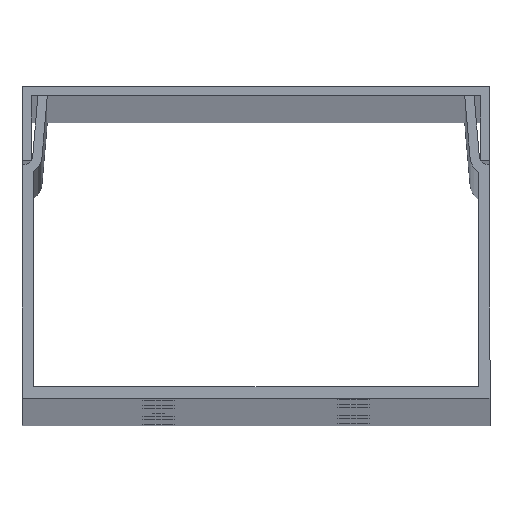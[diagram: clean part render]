
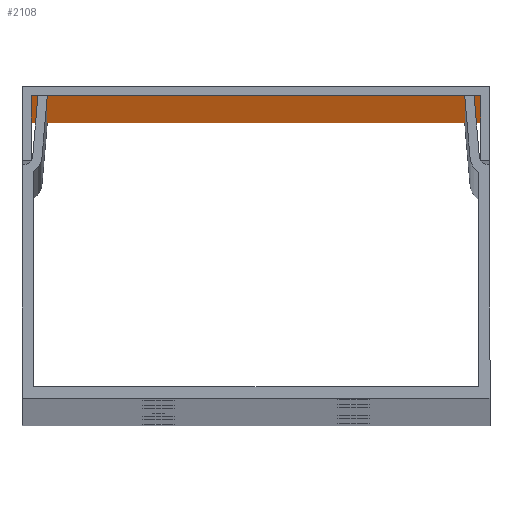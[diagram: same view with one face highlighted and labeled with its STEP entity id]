
A CAD part, top view. The second image highlights one B-rep face of the part: STEP entity #2108.
In plain terms, the highlighted planar face has unit normal (0, -1, 0).
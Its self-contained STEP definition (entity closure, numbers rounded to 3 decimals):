
#30 = VERTEX_POINT ( 'NONE', #1388 ) ;
#46 = LINE ( 'NONE', #592, #1309 ) ;
#276 = ORIENTED_EDGE ( 'NONE', *, *, #1900, .F. ) ;
#351 = CARTESIAN_POINT ( 'NONE',  ( 28.8, 38.8, 1000. ) ) ;
#378 = VECTOR ( 'NONE', #814, 1000. ) ;
#387 = LINE ( 'NONE', #351, #532 ) ;
#435 = CARTESIAN_POINT ( 'NONE',  ( 28.8, 38.8, -1000. ) ) ;
#486 = CARTESIAN_POINT ( 'NONE',  ( 28.8, 38.8, -1000. ) ) ;
#506 = DIRECTION ( 'NONE',  ( 0., -1., 0. ) ) ;
#532 = VECTOR ( 'NONE', #2076, 1000. ) ;
#592 = CARTESIAN_POINT ( 'NONE',  ( -28.8, 38.8, -1000. ) ) ;
#667 = LINE ( 'NONE', #1769, #713 ) ;
#713 = VECTOR ( 'NONE', #2358, 1000. ) ;
#770 = CARTESIAN_POINT ( 'NONE',  ( -28.8, 38.8, 1000. ) ) ;
#814 = DIRECTION ( 'NONE',  ( 0., 0., 1. ) ) ;
#895 = VERTEX_POINT ( 'NONE', #770 ) ;
#999 = EDGE_LOOP ( 'NONE', ( #1956, #276, #1853, #1457 ) ) ;
#1147 = FACE_OUTER_BOUND ( 'NONE', #999, .T. ) ;
#1296 = VERTEX_POINT ( 'NONE', #1330 ) ;
#1309 = VECTOR ( 'NONE', #1589, 1000. ) ;
#1330 = CARTESIAN_POINT ( 'NONE',  ( 28.8, 38.8, 1000. ) ) ;
#1353 = LINE ( 'NONE', #486, #378 ) ;
#1388 = CARTESIAN_POINT ( 'NONE',  ( -28.8, 38.8, -1000. ) ) ;
#1457 = ORIENTED_EDGE ( 'NONE', *, *, #1881, .T. ) ;
#1501 = DIRECTION ( 'NONE',  ( 1., 0., 0. ) ) ;
#1527 = CARTESIAN_POINT ( 'NONE',  ( 28.8, 38.8, -1000. ) ) ;
#1589 = DIRECTION ( 'NONE',  ( 1., 0., 0. ) ) ;
#1657 = VERTEX_POINT ( 'NONE', #435 ) ;
#1769 = CARTESIAN_POINT ( 'NONE',  ( -28.8, 38.8, -1000. ) ) ;
#1853 = ORIENTED_EDGE ( 'NONE', *, *, #2079, .F. ) ;
#1869 = EDGE_CURVE ( 'NONE', #1657, #1296, #1353, .T. ) ;
#1881 = EDGE_CURVE ( 'NONE', #30, #1657, #46, .T. ) ;
#1900 = EDGE_CURVE ( 'NONE', #895, #1296, #387, .T. ) ;
#1956 = ORIENTED_EDGE ( 'NONE', *, *, #1869, .T. ) ;
#2036 = PLANE ( 'NONE',  #2043 ) ;
#2043 = AXIS2_PLACEMENT_3D ( 'NONE', #1527, #506, #1501 ) ;
#2076 = DIRECTION ( 'NONE',  ( 1., 0., 0. ) ) ;
#2079 = EDGE_CURVE ( 'NONE', #30, #895, #667, .T. ) ;
#2108 = ADVANCED_FACE ( 'NONE', ( #1147 ), #2036, .T. ) ;
#2358 = DIRECTION ( 'NONE',  ( 0., 0., 1. ) ) ;
